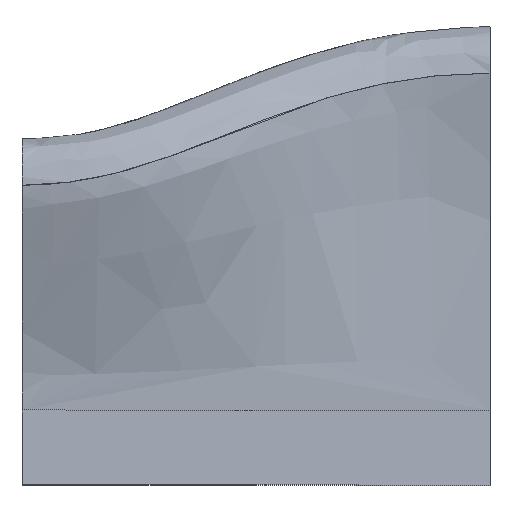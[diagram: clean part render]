
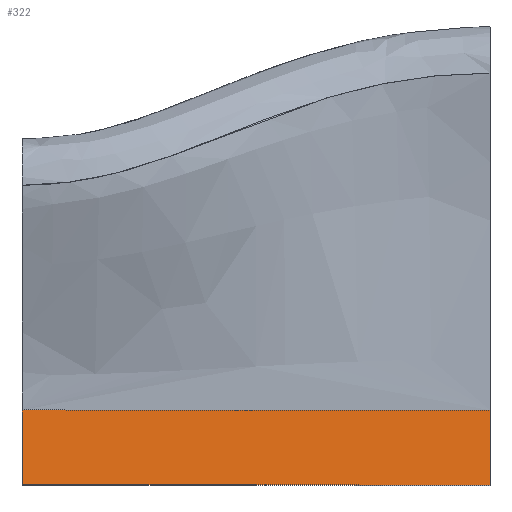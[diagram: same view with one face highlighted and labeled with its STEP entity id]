
A CAD part, top view. The second image highlights one B-rep face of the part: STEP entity #322.
In plain terms, the highlighted planar face has unit normal (0.228, 0, 0.974).
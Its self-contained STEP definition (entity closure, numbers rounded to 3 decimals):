
#36=LINE('',#1740,#62);
#42=LINE('',#2147,#68);
#43=LINE('',#2150,#69);
#44=LINE('',#2151,#70);
#62=VECTOR('',#414,10.);
#68=VECTOR('',#424,10.);
#69=VECTOR('',#427,10.);
#70=VECTOR('',#428,10.);
#94=PLANE('',#364);
#115=FACE_OUTER_BOUND('',#136,.T.);
#136=EDGE_LOOP('',(#284,#285,#286,#287));
#173=VERTEX_POINT('',#1738);
#174=VERTEX_POINT('',#1739);
#179=VERTEX_POINT('',#2145);
#180=VERTEX_POINT('',#2149);
#206=EDGE_CURVE('',#173,#174,#36,.T.);
#216=EDGE_CURVE('',#173,#179,#42,.T.);
#217=EDGE_CURVE('',#180,#179,#43,.T.);
#218=EDGE_CURVE('',#174,#180,#44,.T.);
#284=ORIENTED_EDGE('',*,*,#206,.F.);
#285=ORIENTED_EDGE('',*,*,#216,.T.);
#286=ORIENTED_EDGE('',*,*,#217,.F.);
#287=ORIENTED_EDGE('',*,*,#218,.F.);
#322=ADVANCED_FACE('',(#115),#94,.T.);
#364=AXIS2_PLACEMENT_3D('',#2148,#425,#426);
#414=DIRECTION('',(0.974,0.,-0.228));
#424=DIRECTION('',(0.,-1.,0.));
#425=DIRECTION('center_axis',(0.228,0.,0.974));
#426=DIRECTION('ref_axis',(-0.974,0.,0.228));
#427=DIRECTION('',(-0.974,0.,0.228));
#428=DIRECTION('',(0.,-1.,0.));
#1738=CARTESIAN_POINT('',(-125.,0.,191.525));
#1739=CARTESIAN_POINT('',(125.,0.,132.895));
#1740=CARTESIAN_POINT('',(-125.,0.,191.525));
#2145=CARTESIAN_POINT('',(-125.,-40.,191.525));
#2147=CARTESIAN_POINT('',(-125.,0.,191.525));
#2148=CARTESIAN_POINT('Origin',(125.,0.,132.895));
#2149=CARTESIAN_POINT('',(125.,-40.,132.895));
#2150=CARTESIAN_POINT('',(-125.,-40.,191.525));
#2151=CARTESIAN_POINT('',(125.,0.,132.895));
